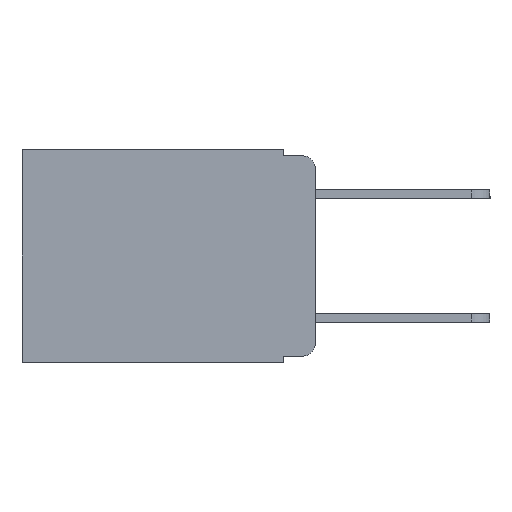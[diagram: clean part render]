
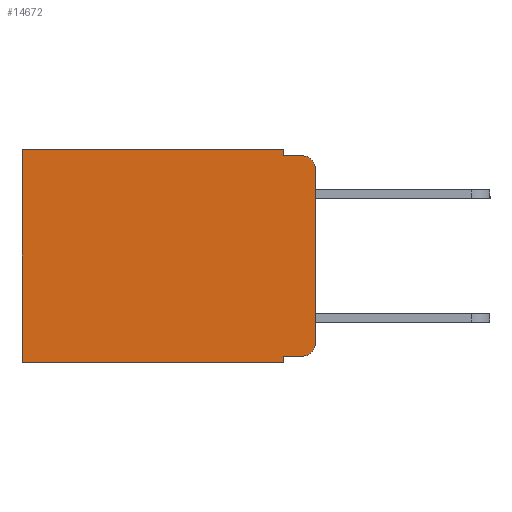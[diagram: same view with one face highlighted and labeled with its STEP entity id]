
A CAD part, left-side view. The second image highlights one B-rep face of the part: STEP entity #14672.
In plain terms, the highlighted planar face has unit normal (-1, 0, 0).
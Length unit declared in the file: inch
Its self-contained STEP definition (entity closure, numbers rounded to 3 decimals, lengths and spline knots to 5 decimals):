
#52 = VECTOR ( 'NONE', #11317, 39.37008 ) ;
#173 = VERTEX_POINT ( 'NONE', #3146 ) ;
#195 = ORIENTED_EDGE ( 'NONE', *, *, #3090, .F. ) ;
#274 = DIRECTION ( 'NONE',  ( 0., 0., -1. ) ) ;
#366 = ORIENTED_EDGE ( 'NONE', *, *, #4529, .T. ) ;
#511 = ORIENTED_EDGE ( 'NONE', *, *, #4534, .F. ) ;
#704 = LINE ( 'NONE', #1533, #14359 ) ;
#814 = VERTEX_POINT ( 'NONE', #16437 ) ;
#843 = ORIENTED_EDGE ( 'NONE', *, *, #5599, .F. ) ;
#884 = AXIS2_PLACEMENT_3D ( 'NONE', #11590, #5225, #12428 ) ;
#1049 = ORIENTED_EDGE ( 'NONE', *, *, #5245, .T. ) ;
#1142 = CARTESIAN_POINT ( 'NONE',  ( 0.298, 0.473, 0. ) ) ;
#1276 = CARTESIAN_POINT ( 'NONE',  ( 0.298, 0.051, 0. ) ) ;
#1533 = CARTESIAN_POINT ( 'NONE',  ( 0.298, 0.473, 0. ) ) ;
#1587 = ORIENTED_EDGE ( 'NONE', *, *, #5247, .T. ) ;
#1707 = LINE ( 'NONE', #11670, #15430 ) ;
#2015 = CIRCLE ( 'NONE', #884, 0.02 ) ;
#2281 = DIRECTION ( 'NONE',  ( 0., -1., 0. ) ) ;
#2430 = CARTESIAN_POINT ( 'NONE',  ( 0.298, 0.051, 0. ) ) ;
#2788 = LINE ( 'NONE', #3124, #15556 ) ;
#3080 = CARTESIAN_POINT ( 'NONE',  ( 0.298, 0., -0.343 ) ) ;
#3090 = EDGE_CURVE ( 'NONE', #12650, #7383, #12943, .T. ) ;
#3124 = CARTESIAN_POINT ( 'NONE',  ( 0.298, 0., 0. ) ) ;
#3144 = EDGE_CURVE ( 'NONE', #9931, #814, #2015, .T. ) ;
#3146 = CARTESIAN_POINT ( 'NONE',  ( 0.298, 0.02, -0.01 ) ) ;
#3236 = VERTEX_POINT ( 'NONE', #9509 ) ;
#3552 = DIRECTION ( 'NONE',  ( 0., 0., -1. ) ) ;
#3661 = LINE ( 'NONE', #3080, #52 ) ;
#3777 = LINE ( 'NONE', #16504, #16525 ) ;
#3855 = EDGE_CURVE ( 'NONE', #7383, #173, #11012, .T. ) ;
#4529 = EDGE_CURVE ( 'NONE', #5170, #9931, #1707, .T. ) ;
#4534 = EDGE_CURVE ( 'NONE', #5170, #3236, #15081, .T. ) ;
#4555 = EDGE_CURVE ( 'NONE', #12533, #5662, #704, .T. ) ;
#4683 = CIRCLE ( 'NONE', #13026, 0.02 ) ;
#4953 = ORIENTED_EDGE ( 'NONE', *, *, #6734, .F. ) ;
#5170 = VERTEX_POINT ( 'NONE', #5859 ) ;
#5225 = DIRECTION ( 'NONE',  ( -1., 0., 0. ) ) ;
#5245 = EDGE_CURVE ( 'NONE', #12650, #12533, #3777, .T. ) ;
#5247 = EDGE_CURVE ( 'NONE', #8848, #173, #4683, .T. ) ;
#5261 = DIRECTION ( 'NONE',  ( 0., 0., -1. ) ) ;
#5599 = EDGE_CURVE ( 'NONE', #8848, #814, #2788, .T. ) ;
#5662 = VERTEX_POINT ( 'NONE', #12251 ) ;
#5796 = CARTESIAN_POINT ( 'NONE',  ( 0.298, 0.02, -0.03 ) ) ;
#5827 = CARTESIAN_POINT ( 'NONE',  ( 0.298, 0.02, -0.333 ) ) ;
#5859 = CARTESIAN_POINT ( 'NONE',  ( 0.298, 0.051, -0.333 ) ) ;
#5926 = DIRECTION ( 'NONE',  ( 0., 0., -1. ) ) ;
#6337 = VECTOR ( 'NONE', #5261, 39.37008 ) ;
#6734 = EDGE_CURVE ( 'NONE', #3236, #5662, #3661, .T. ) ;
#6878 = EDGE_LOOP ( 'NONE', ( #843, #1587, #7446, #195, #1049, #10116, #4953, #511, #366, #9067 ) ) ;
#7383 = VERTEX_POINT ( 'NONE', #11171 ) ;
#7446 = ORIENTED_EDGE ( 'NONE', *, *, #3855, .F. ) ;
#7479 = DIRECTION ( 'NONE',  ( 0., 0., -1. ) ) ;
#7602 = CARTESIAN_POINT ( 'NONE',  ( 0.298, 0., 0. ) ) ;
#8150 = DIRECTION ( 'NONE',  ( 0., 1., 0. ) ) ;
#8680 = DIRECTION ( 'NONE',  ( 0., -1., 0. ) ) ;
#8842 = CARTESIAN_POINT ( 'NONE',  ( 0.298, 0.051, 0. ) ) ;
#8848 = VERTEX_POINT ( 'NONE', #10490 ) ;
#8930 = DIRECTION ( 'NONE',  ( 1., 0., 0. ) ) ;
#9067 = ORIENTED_EDGE ( 'NONE', *, *, #3144, .T. ) ;
#9509 = CARTESIAN_POINT ( 'NONE',  ( 0.298, 0.051, -0.343 ) ) ;
#9931 = VERTEX_POINT ( 'NONE', #5827 ) ;
#10035 = FACE_OUTER_BOUND ( 'NONE', #6878, .T. ) ;
#10116 = ORIENTED_EDGE ( 'NONE', *, *, #4555, .T. ) ;
#10249 = VECTOR ( 'NONE', #8680, 39.37008 ) ;
#10490 = CARTESIAN_POINT ( 'NONE',  ( 0.298, 0., -0.03 ) ) ;
#10577 = AXIS2_PLACEMENT_3D ( 'NONE', #7602, #8930, #274 ) ;
#11012 = LINE ( 'NONE', #12340, #10249 ) ;
#11171 = CARTESIAN_POINT ( 'NONE',  ( 0.298, 0.051, -0.01 ) ) ;
#11317 = DIRECTION ( 'NONE',  ( 0., 1., 0. ) ) ;
#11590 = CARTESIAN_POINT ( 'NONE',  ( 0.298, 0.02, -0.313 ) ) ;
#11670 = CARTESIAN_POINT ( 'NONE',  ( 0.298, 0.051, -0.333 ) ) ;
#12251 = CARTESIAN_POINT ( 'NONE',  ( 0.298, 0.473, -0.343 ) ) ;
#12340 = CARTESIAN_POINT ( 'NONE',  ( 0.298, 0.051, -0.01 ) ) ;
#12428 = DIRECTION ( 'NONE',  ( 0., 0., -1. ) ) ;
#12533 = VERTEX_POINT ( 'NONE', #1142 ) ;
#12650 = VERTEX_POINT ( 'NONE', #1276 ) ;
#12943 = LINE ( 'NONE', #8842, #6337 ) ;
#13026 = AXIS2_PLACEMENT_3D ( 'NONE', #5796, #14413, #15274 ) ;
#14359 = VECTOR ( 'NONE', #5926, 39.37008 ) ;
#14413 = DIRECTION ( 'NONE',  ( -1., 0., 0. ) ) ;
#14672 = ADVANCED_FACE ( 'NONE', ( #10035 ), #14775, .F. ) ;
#14688 = VECTOR ( 'NONE', #3552, 39.37008 ) ;
#14775 = PLANE ( 'NONE',  #10577 ) ;
#15081 = LINE ( 'NONE', #2430, #14688 ) ;
#15274 = DIRECTION ( 'NONE',  ( 0., 0., -1. ) ) ;
#15430 = VECTOR ( 'NONE', #2281, 39.37008 ) ;
#15556 = VECTOR ( 'NONE', #7479, 39.37008 ) ;
#16437 = CARTESIAN_POINT ( 'NONE',  ( 0.298, 0., -0.313 ) ) ;
#16504 = CARTESIAN_POINT ( 'NONE',  ( 0.298, 0., 0. ) ) ;
#16525 = VECTOR ( 'NONE', #8150, 39.37008 ) ;
